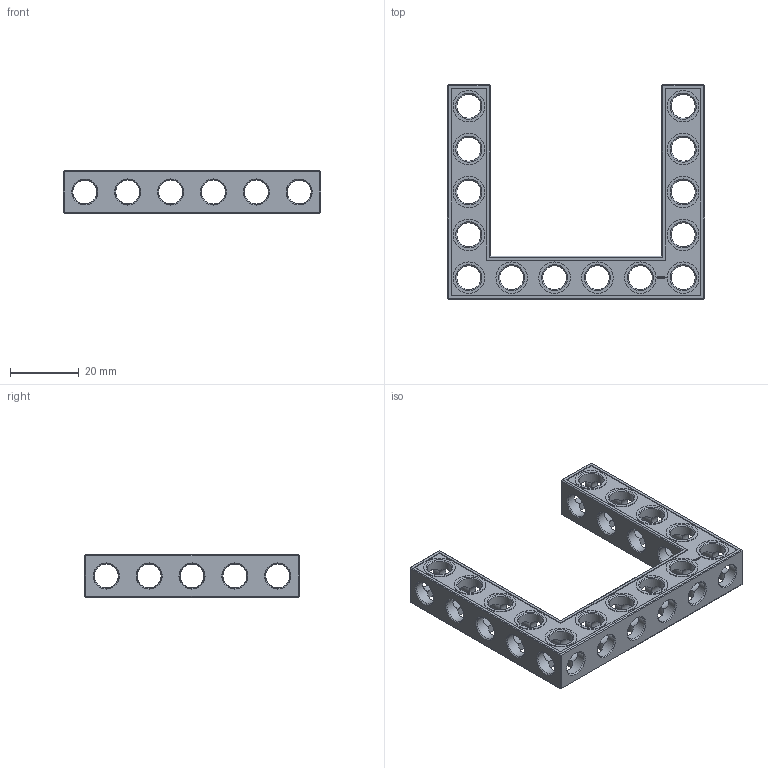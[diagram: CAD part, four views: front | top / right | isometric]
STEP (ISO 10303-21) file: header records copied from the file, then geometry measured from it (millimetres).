
FILE_DESCRIPTION(('FreeCAD Model'),'2;1');
FILE_NAME('Open CASCADE Shape Model','2022-02-23T18:19:28',( 'Paulo Kiefe'),('STEMFIE.org'),'Open CASCADE STEP processor 7.5', 'FreeCAD','Unknown');
FILE_SCHEMA(('AUTOMOTIVE_DESIGN { 1 0 10303 214 1 1 1 1 }'));
Products named in the file (1): Beam AGD ESS USH SYM BU06x05x01 - SPN-BEM-0361 (stemfie.org)
Bounding box: 75 x 62.5 x 12.5 mm (x, y, z)
Volume: 13678.2 mm3; surface area: 12348.4 mm2
Topology: 1 solids, 1 shells, 707 faces, 2047 edges, 1333 vertices
Faces by surface type: plane 390, extrusion 174, cylinder 85, cone 58
Full cylindrical faces by diameter (mm): 6.98 x12, 7 x59, 9.2 x14
Entity records: 93054 total; most frequent: CARTESIAN_POINT 54473, DIRECTION 6177, VECTOR 4459, LINE 4285, ORIENTED_EDGE 4094, PCURVE 4094, DEFINITIONAL_REPRESENTATION 4094, EDGE_CURVE 2047
